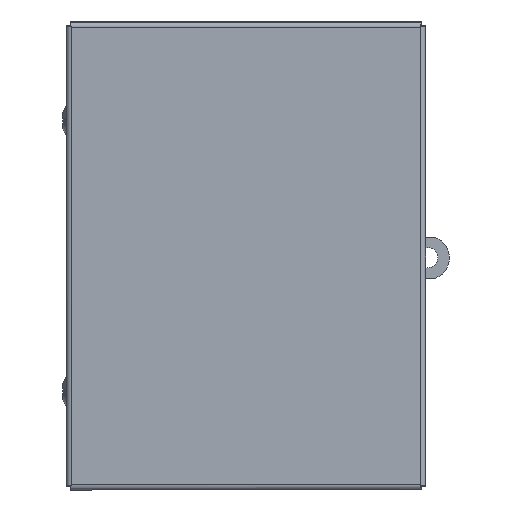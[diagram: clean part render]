
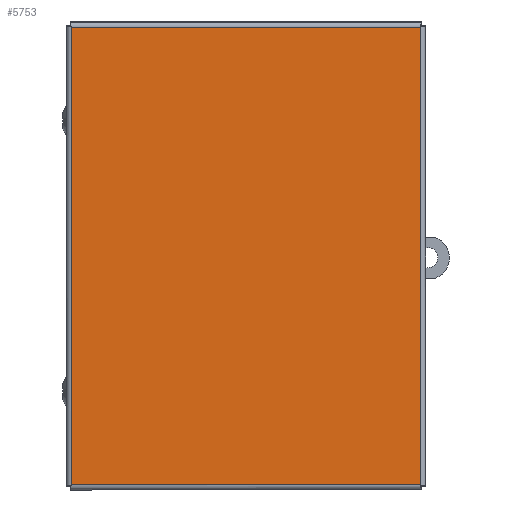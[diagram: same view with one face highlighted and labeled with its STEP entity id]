
A CAD part, left-side view. The second image highlights one B-rep face of the part: STEP entity #5753.
In plain terms, the highlighted face is planar.
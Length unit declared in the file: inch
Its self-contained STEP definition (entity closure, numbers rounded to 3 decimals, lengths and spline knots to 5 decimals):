
#600=PLANE($,#6107);
#860=FACE_OUTER_BOUND($,#1219,.T.);
#1219=EDGE_LOOP($,(#4773,#4774,#4775,#4776));
#1885=LINE($,#10082,#2342);
#1901=LINE($,#10184,#2358);
#1916=LINE($,#10284,#2373);
#1931=LINE($,#10383,#2388);
#2342=VECTOR($,#7067,6.4385);
#2358=VECTOR($,#7097,8.4385);
#2373=VECTOR($,#7126,6.4385);
#2388=VECTOR($,#7155,8.4385);
#2754=VERTEX_POINT($,#10073);
#2755=VERTEX_POINT($,#10081);
#2766=VERTEX_POINT($,#10183);
#2776=VERTEX_POINT($,#10283);
#3414=EDGE_CURVE($,#2755,#2754,#1885,.T.);
#3434=EDGE_CURVE($,#2766,#2755,#1901,.T.);
#3453=EDGE_CURVE($,#2776,#2766,#1916,.T.);
#3472=EDGE_CURVE($,#2754,#2776,#1931,.T.);
#4773=ORIENTED_EDGE($,*,*,#3414,.T.);
#4774=ORIENTED_EDGE($,*,*,#3472,.T.);
#4775=ORIENTED_EDGE($,*,*,#3453,.T.);
#4776=ORIENTED_EDGE($,*,*,#3434,.T.);
#5753=ADVANCED_FACE($,(#860),#600,.F.);
#6107=AXIS2_PLACEMENT_3D($,#10470,#7182,#7183);
#7067=DIRECTION($,(0.,1.,0.));
#7097=DIRECTION($,(-1.,0.,0.));
#7126=DIRECTION($,(0.,-1.,0.));
#7155=DIRECTION($,(1.,0.,0.));
#7182=DIRECTION('center_axis',(0.,0.,1.));
#7183=DIRECTION('ref_axis',(1.,0.,0.));
#10073=CARTESIAN_POINT('',(-3.90675,2.90675,0.));
#10081=CARTESIAN_POINT('',(-3.90675,-3.53175,0.));
#10082=CARTESIAN_POINT($,(-3.90675,-1.92213,0.));
#10183=CARTESIAN_POINT('',(4.53175,-3.53175,0.));
#10184=CARTESIAN_POINT($,(2.42213,-3.53175,0.));
#10283=CARTESIAN_POINT('',(4.53175,2.90675,0.));
#10284=CARTESIAN_POINT($,(4.53175,1.29713,0.));
#10383=CARTESIAN_POINT($,(-1.79713,2.90675,0.));
#10470=CARTESIAN_POINT('Origin',(0.3125,-0.3125,0.));
